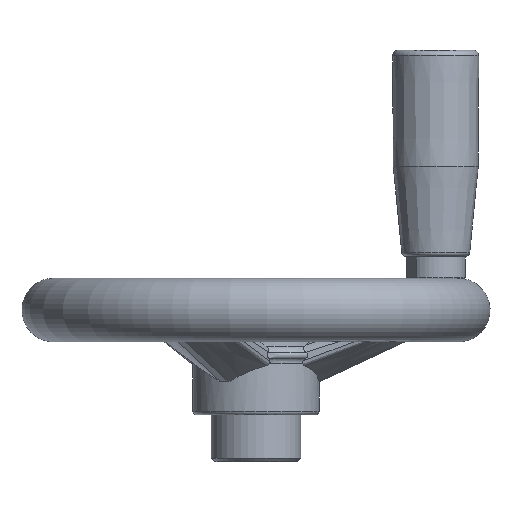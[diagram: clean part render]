
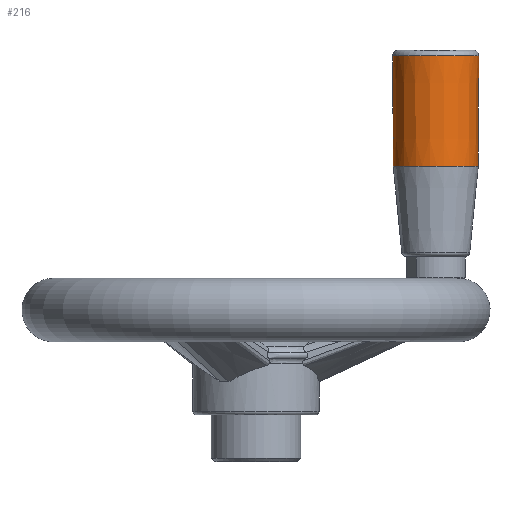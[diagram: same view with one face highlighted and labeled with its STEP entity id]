
A CAD part, front view. The second image highlights one B-rep face of the part: STEP entity #216.
In plain terms, the highlighted conical face has half-angle 0.277 degrees and reference radius 11.35 mm.
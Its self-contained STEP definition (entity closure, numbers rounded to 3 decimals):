
#216 = ADVANCED_FACE( '', ( #528, #529 ), #530, .T. );
#528 = FACE_OUTER_BOUND( '', #1582, .T. );
#529 = FACE_BOUND( '', #1583, .T. );
#530 = CONICAL_SURFACE( '', #1584, 11.35, 0.005 );
#1582 = EDGE_LOOP( '', ( #3081 ) );
#1583 = EDGE_LOOP( '', ( #3082 ) );
#1584 = AXIS2_PLACEMENT_3D( '', #3083, #3084, #3085 );
#3081 = ORIENTED_EDGE( '', *, *, #3987, .T. );
#3082 = ORIENTED_EDGE( '', *, *, #3988, .T. );
#3083 = CARTESIAN_POINT( '', ( 48., 0., 78.908 ) );
#3084 = DIRECTION( '', ( 0., 0., 1. ) );
#3085 = DIRECTION( '', ( 1., 0.03, 0. ) );
#3987 = EDGE_CURVE( '', #4520, #4520, #4521, .T. );
#3988 = EDGE_CURVE( '', #4522, #4522, #4523, .T. );
#4520 = VERTEX_POINT( '', #6327 );
#4521 = CIRCLE( '', #6328, 11.493 );
#4522 = VERTEX_POINT( '', #6329 );
#4523 = CIRCLE( '', #6330, 11.35 );
#6327 = CARTESIAN_POINT( '', ( 36.513, -0.35, 108.401 ) );
#6328 = AXIS2_PLACEMENT_3D( '', #7874, #7875, #7876 );
#6329 = CARTESIAN_POINT( '', ( 59.345, 0.346, 78.908 ) );
#6330 = AXIS2_PLACEMENT_3D( '', #7877, #7878, #7879 );
#7874 = CARTESIAN_POINT( '', ( 48., 0., 108.401 ) );
#7875 = DIRECTION( '', ( 0., 0., -1. ) );
#7876 = DIRECTION( '', ( -1., -0.03, 0. ) );
#7877 = CARTESIAN_POINT( '', ( 48., 0., 78.908 ) );
#7878 = DIRECTION( '', ( 0., 0., 1. ) );
#7879 = DIRECTION( '', ( 1., 0.03, 0. ) );
